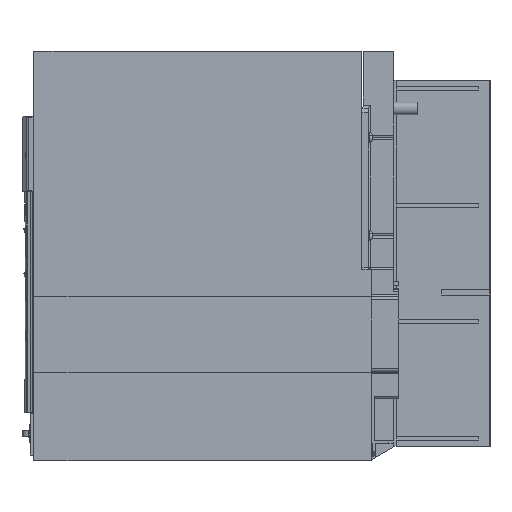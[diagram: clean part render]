
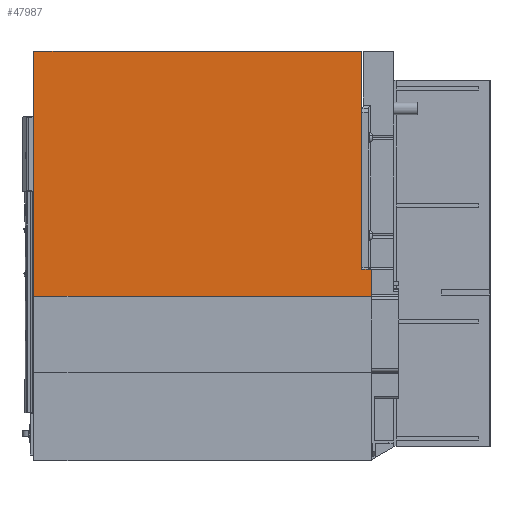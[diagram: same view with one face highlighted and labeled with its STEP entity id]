
A CAD part, left-side view. The second image highlights one B-rep face of the part: STEP entity #47987.
In plain terms, the highlighted planar face has unit normal (-1, 0, 0).
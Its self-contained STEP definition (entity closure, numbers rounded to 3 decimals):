
#40850=CARTESIAN_POINT('Axis2P3D Location',(-296.5,360.,-31.)) ;
#45403=CARTESIAN_POINT('Vertex',(-296.5,10.,141.283)) ;
#45406=CARTESIAN_POINT('Line Origine',(-296.5,10.,140.641)) ;
#45410=CARTESIAN_POINT('Vertex',(-296.5,10.,140.)) ;
#45428=CARTESIAN_POINT('Vertex',(-296.5,360.,140.)) ;
#45431=CARTESIAN_POINT('Line Origine',(-296.5,185.,140.)) ;
#45466=CARTESIAN_POINT('Line Origine',(-296.5,360.,267.)) ;
#45470=CARTESIAN_POINT('Vertex',(-296.5,360.,394.)) ;
#46140=CARTESIAN_POINT('Axis2P3D Location',(-298.,10.,141.292)) ;
#46144=CARTESIAN_POINT('Vertex',(-296.5,10.,141.292)) ;
#47858=CARTESIAN_POINT('Line Origine',(-296.5,190.,394.)) ;
#47862=CARTESIAN_POINT('Vertex',(-296.5,20.,394.)) ;
#47958=CARTESIAN_POINT('Line Origine',(-296.5,10.,154.396)) ;
#47962=CARTESIAN_POINT('Vertex',(-296.5,10.,167.5)) ;
#47965=CARTESIAN_POINT('Line Origine',(-296.5,15.,167.5)) ;
#47969=CARTESIAN_POINT('Vertex',(-296.5,20.,167.5)) ;
#47972=CARTESIAN_POINT('Line Origine',(-296.5,20.,280.75)) ;
#40851=DIRECTION('Axis2P3D Direction',(1.,0.,-0.)) ;
#40852=DIRECTION('Axis2P3D XDirection',(0.,0.,1.)) ;
#45407=DIRECTION('Vector Direction',(0.,0.,-1.)) ;
#45432=DIRECTION('Vector Direction',(0.,-1.,0.)) ;
#45467=DIRECTION('Vector Direction',(0.,0.,1.)) ;
#46141=DIRECTION('Axis2P3D Direction',(0.,1.,0.)) ;
#47859=DIRECTION('Vector Direction',(0.,-1.,0.)) ;
#47959=DIRECTION('Vector Direction',(0.,0.,-1.)) ;
#47966=DIRECTION('Vector Direction',(0.,1.,0.)) ;
#47973=DIRECTION('Vector Direction',(0.,0.,1.)) ;
#40853=AXIS2_PLACEMENT_3D('Plane Axis2P3D',#40850,#40851,#40852) ;
#46142=AXIS2_PLACEMENT_3D('Circle Axis2P3D',#46140,#46141,$) ;
#47978=ORIENTED_EDGE('',*,*,#45412,.F.) ;
#47979=ORIENTED_EDGE('',*,*,#46146,.F.) ;
#47980=ORIENTED_EDGE('',*,*,#47964,.F.) ;
#47981=ORIENTED_EDGE('',*,*,#47971,.F.) ;
#47982=ORIENTED_EDGE('',*,*,#47976,.T.) ;
#47983=ORIENTED_EDGE('',*,*,#47864,.F.) ;
#47984=ORIENTED_EDGE('',*,*,#45472,.F.) ;
#47985=ORIENTED_EDGE('',*,*,#45435,.T.) ;
#45408=VECTOR('Line Direction',#45407,1.) ;
#45433=VECTOR('Line Direction',#45432,1.) ;
#45468=VECTOR('Line Direction',#45467,1.) ;
#47860=VECTOR('Line Direction',#47859,1.) ;
#47960=VECTOR('Line Direction',#47959,1.) ;
#47967=VECTOR('Line Direction',#47966,1.) ;
#47974=VECTOR('Line Direction',#47973,1.) ;
#47987=ADVANCED_FACE('Brep With Voids',(#47986),#40854,.F.) ;
#46143=CIRCLE('generated circle',#46142,1.5) ;
#45412=EDGE_CURVE('',#45404,#45411,#45409,.T.) ;
#45435=EDGE_CURVE('',#45429,#45411,#45434,.T.) ;
#45472=EDGE_CURVE('',#45429,#45471,#45469,.T.) ;
#46146=EDGE_CURVE('',#46145,#45404,#46143,.T.) ;
#47864=EDGE_CURVE('',#45471,#47863,#47861,.T.) ;
#47964=EDGE_CURVE('',#47963,#46145,#47961,.T.) ;
#47971=EDGE_CURVE('',#47970,#47963,#47968,.F.) ;
#47976=EDGE_CURVE('',#47970,#47863,#47975,.T.) ;
#47977=EDGE_LOOP('',(#47978,#47979,#47980,#47981,#47982,#47983,#47984,#47985)) ;
#47986=FACE_OUTER_BOUND('',#47977,.T.) ;
#45409=LINE('Line',#45406,#45408) ;
#45434=LINE('Line',#45431,#45433) ;
#45469=LINE('Line',#45466,#45468) ;
#47861=LINE('Line',#47858,#47860) ;
#47961=LINE('Line',#47958,#47960) ;
#47968=LINE('Line',#47965,#47967) ;
#47975=LINE('Line',#47972,#47974) ;
#40854=PLANE('',#40853) ;
#45404=VERTEX_POINT('',#45403) ;
#45411=VERTEX_POINT('',#45410) ;
#45429=VERTEX_POINT('',#45428) ;
#45471=VERTEX_POINT('',#45470) ;
#46145=VERTEX_POINT('',#46144) ;
#47863=VERTEX_POINT('',#47862) ;
#47963=VERTEX_POINT('',#47962) ;
#47970=VERTEX_POINT('',#47969) ;
